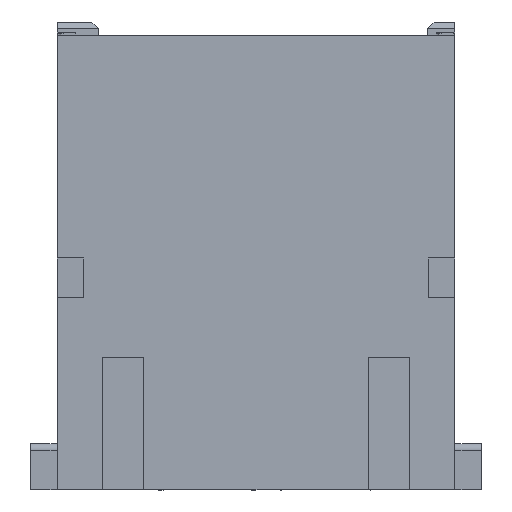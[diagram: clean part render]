
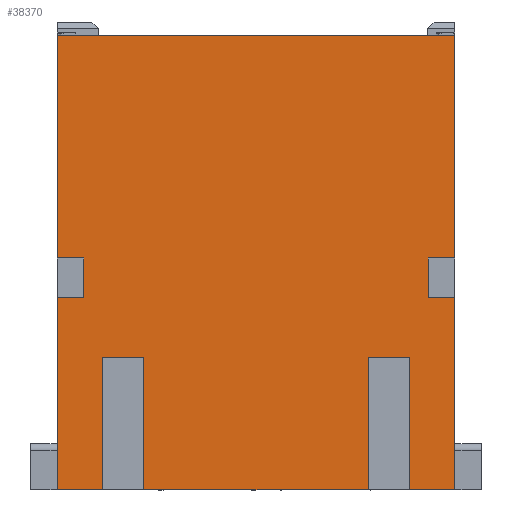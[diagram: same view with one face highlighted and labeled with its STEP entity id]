
A CAD part, left-side view. The second image highlights one B-rep face of the part: STEP entity #38370.
In plain terms, the highlighted planar face has unit normal (-1, 0, 0).
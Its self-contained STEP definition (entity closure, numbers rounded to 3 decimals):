
#100=CARTESIAN_POINT('',(41.348,68.257,-8.55));
#110=VERTEX_POINT('',#100);
#280=CARTESIAN_POINT('',(41.348,68.257,-5.45));
#290=VERTEX_POINT('',#280);
#320=CARTESIAN_POINT('',(41.348,68.257,-4.559));
#330=DIRECTION('',(0.,0.,-1.));
#340=VECTOR('',#330,1.);
#350=LINE('',#320,#340);
#360=EDGE_CURVE('',#290,#110,#350,.T.);
#1000=CARTESIAN_POINT('',(41.348,58.057,-25.45));
#1010=DIRECTION('',(0.,1.,0.));
#1020=VECTOR('',#1010,1.);
#1030=LINE('',#1000,#1020);
#1040=CARTESIAN_POINT('',(41.348,68.257,-25.45));
#1050=VERTEX_POINT('',#1040);
#1060=CARTESIAN_POINT('',(41.348,78.257,-25.45))
;
#1070=VERTEX_POINT('',#1060);
#1080=EDGE_CURVE('',#1050,#1070,#1030,.T.);
#1510=CARTESIAN_POINT('',(41.348,60.757,-2.));
#1520=VERTEX_POINT('',#1510);
#1570=CARTESIAN_POINT('',(41.348,60.757,-0.438));
#1580=DIRECTION('',(0.,0.,-1.));
#1590=VECTOR('',#1580,1.);
#1600=LINE('',#1570,#1590);
#1610=CARTESIAN_POINT('',(41.348,60.757,-4.));
#1620=VERTEX_POINT('',#1610);
#1630=EDGE_CURVE('',#1520,#1620,#1600,.T.);
#11400=CARTESIAN_POINT('',(41.348,63.757,-30.));
#11410=VERTEX_POINT('',#11400);
#11440=CARTESIAN_POINT('',(41.348,58.057,-30.));
#11450=DIRECTION('',(0.,1.,0.));
#11460=VECTOR('',#11450,1.);
#11470=LINE('',#11440,#11460);
#11480=CARTESIAN_POINT('',(41.348,60.757,-30.));
#11490=VERTEX_POINT('',#11480);
#11500=EDGE_CURVE('',#11490,#11410,#11470,.T.);
#12290=CARTESIAN_POINT('',(41.348,58.057,-5.45));
#12300=DIRECTION('',(0.,1.,0.));
#12310=VECTOR('',#12300,1.);
#12320=LINE('',#12290,#12310);
#12330=CARTESIAN_POINT('',(41.348,78.257,-5.45));
#12340=VERTEX_POINT('',#12330);
#12350=EDGE_CURVE('',#290,#12340,#12320,.T.);
#13190=CARTESIAN_POINT('',(41.348,63.757,-4.));
#13200=VERTEX_POINT('',#13190);
#13230=CARTESIAN_POINT('',(41.348,63.757,-4.));
#13240=DIRECTION('',(0.,0.,1.));
#13250=VECTOR('',#13240,1.);
#13260=LINE('',#13230,#13250);
#13270=CARTESIAN_POINT('',(41.348,63.757,-2.));
#13280=VERTEX_POINT('',#13270);
#13290=EDGE_CURVE('',#13200,#13280,#13260,.T.);
#22570=CARTESIAN_POINT('',(41.348,58.057,-8.55));
#22580=DIRECTION('',(0.,-1.,0.));
#22590=VECTOR('',#22580,1.);
#22600=LINE('',#22570,#22590);
#22610=CARTESIAN_POINT('',(41.348,78.257,-8.55));
#22620=VERTEX_POINT('',#22610);
#22630=EDGE_CURVE('',#22620,#110,#22600,.T.);
#25510=CARTESIAN_POINT('',(41.348,78.257,-32.)
);
#25520=DIRECTION('',(0.,-1.,0.));
#25530=VECTOR('',#25520,1.);
#25540=LINE('',#25510,#25530);
#25550=CARTESIAN_POINT('',(41.348,78.257,-32.)
);
#25560=VERTEX_POINT('',#25550);
#25570=CARTESIAN_POINT('',(41.348,63.757,-32.)
);
#25580=VERTEX_POINT('',#25570);
#25590=EDGE_CURVE('',#25560,#25580,#25540,.T.);
#25720=CARTESIAN_POINT('',(41.348,60.757,-32.));
#25730=VERTEX_POINT('',#25720);
#25760=CARTESIAN_POINT('',(41.348,58.057,-32.));
#25770=DIRECTION('',(0.,1.,0.));
#25780=VECTOR('',#25770,1.);
#25790=LINE('',#25760,#25780);
#25800=CARTESIAN_POINT('',(41.348,43.957,-32.)
);
#25810=VERTEX_POINT('',#25800);
#25820=EDGE_CURVE('',#25810,#25730,#25790,.T.);
#33530=CARTESIAN_POINT('',(41.348,68.257,-28.55));
#33540=VERTEX_POINT('',#33530);
#33570=CARTESIAN_POINT('',(41.348,58.057,-28.55));
#33580=DIRECTION('',(0.,-1.,0.));
#33590=VECTOR('',#33580,1.);
#33600=LINE('',#33570,#33590);
#33610=CARTESIAN_POINT('',(41.348,78.257,-28.55)
);
#33620=VERTEX_POINT('',#33610);
#33630=EDGE_CURVE('',#33620,#33540,#33600,.T.);
#33880=CARTESIAN_POINT('',(41.348,60.757,-0.438));
#33890=DIRECTION('',(0.,0.,-1.));
#33900=VECTOR('',#33890,1.);
#33910=LINE('',#33880,#33900);
#33920=EDGE_CURVE('',#11490,#25730,#33910,.T.);
#36920=CARTESIAN_POINT('',(41.348,58.057,-4.));
#36930=DIRECTION('',(0.,-1.,0.));
#36940=VECTOR('',#36930,1.);
#36950=LINE('',#36920,#36940);
#36960=EDGE_CURVE('',#13200,#1620,#36950,.T.);
#37660=CARTESIAN_POINT('',(41.348,78.257,-32.)
);
#37670=DIRECTION('',(-1.,0.,0.));
#37680=DIRECTION('',(0.,0.,-1.));
#37690=AXIS2_PLACEMENT_3D('',#37660,#37670,#37680);
#37700=PLANE('',#37690);
#37710=ORIENTED_EDGE('',*,*,#33630,.F.);
#37720=CARTESIAN_POINT('',(41.348,68.257,-4.559));
#37730=DIRECTION('',(0.,0.,1.));
#37740=VECTOR('',#37730,1.);
#37750=LINE('',#37720,#37740);
#37760=EDGE_CURVE('',#33540,#1050,#37750,.T.);
#37770=ORIENTED_EDGE('',*,*,#37760,.F.);
#37780=ORIENTED_EDGE('',*,*,#1080,.F.);
#37790=CARTESIAN_POINT('',(41.348,78.257,-4.559));
#37800=DIRECTION('',(0.,0.,-1.));
#37810=VECTOR('',#37800,1.);
#37820=LINE('',#37790,#37810);
#37830=EDGE_CURVE('',#22620,#1070,#37820,.T.);
#37840=ORIENTED_EDGE('',*,*,#37830,.T.);
#37850=ORIENTED_EDGE('',*,*,#22630,.F.);
#37860=ORIENTED_EDGE('',*,*,#360,.T.);
#37870=ORIENTED_EDGE('',*,*,#12350,.F.);
#37880=CARTESIAN_POINT('',(41.348,78.257,-4.559));
#37890=DIRECTION('',(0.,0.,-1.));
#37900=VECTOR('',#37890,1.);
#37910=LINE('',#37880,#37900);
#37920=CARTESIAN_POINT('',(41.348,78.257,-2.));
#37930=VERTEX_POINT('',#37920);
#37940=EDGE_CURVE('',#37930,#12340,#37910,.T.);
#37950=ORIENTED_EDGE('',*,*,#37940,.T.);
#37960=CARTESIAN_POINT('',(41.348,78.257,-2.));
#37970=DIRECTION('',(0.,-1.,0.));
#37980=VECTOR('',#37970,1.);
#37990=LINE('',#37960,#37980);
#38000=EDGE_CURVE('',#37930,#13280,#37990,.T.);
#38010=ORIENTED_EDGE('',*,*,#38000,.F.);
#38020=ORIENTED_EDGE('',*,*,#13290,.T.);
#38030=ORIENTED_EDGE('',*,*,#36960,.F.);
#38040=ORIENTED_EDGE('',*,*,#1630,.T.);
#38050=CARTESIAN_POINT('',(41.348,58.057,-2.));
#38060=DIRECTION('',(0.,-1.,0.));
#38070=VECTOR('',#38060,1.);
#38080=LINE('',#38050,#38070);
#38090=CARTESIAN_POINT('',(41.348,43.957,-2.)
);
#38100=VERTEX_POINT('',#38090);
#38110=EDGE_CURVE('',#1520,#38100,#38080,.T.);
#38120=ORIENTED_EDGE('',*,*,#38110,.F.);
#38130=CARTESIAN_POINT('',(41.348,43.957,-4.559)
);
#38140=DIRECTION('',(0.,0.,1.));
#38150=VECTOR('',#38140,1.);
#38160=LINE('',#38130,#38150);
#38170=EDGE_CURVE('',#25810,#38100,#38160,.T.);
#38180=ORIENTED_EDGE('',*,*,#38170,.T.);
#38190=ORIENTED_EDGE('',*,*,#25820,.F.);
#38200=ORIENTED_EDGE('',*,*,#33920,.T.);
#38210=ORIENTED_EDGE('',*,*,#11500,.F.);
#38220=CARTESIAN_POINT('',(41.348,63.757,-32.)
);
#38230=DIRECTION('',(0.,0.,1.));
#38240=VECTOR('',#38230,1.);
#38250=LINE('',#38220,#38240);
#38260=EDGE_CURVE('',#25580,#11410,#38250,.T.);
#38270=ORIENTED_EDGE('',*,*,#38260,.T.);
#38280=ORIENTED_EDGE('',*,*,#25590,.T.);
#38290=CARTESIAN_POINT('',(41.348,78.257,-4.559));
#38300=DIRECTION('',(0.,0.,-1.));
#38310=VECTOR('',#38300,1.);
#38320=LINE('',#38290,#38310);
#38330=EDGE_CURVE('',#33620,#25560,#38320,.T.);
#38340=ORIENTED_EDGE('',*,*,#38330,.T.);
#38350=EDGE_LOOP('',(#38340,#38280,#38270,#38210,#38200,#38190,#38180,
#38120,#38040,#38030,#38020,#38010,#37950,#37870,#37860,#37850,#37840,
#37780,#37770,#37710));
#38360=FACE_OUTER_BOUND('',#38350,.T.);
#38370=ADVANCED_FACE('',(#38360),#37700,.T.);
